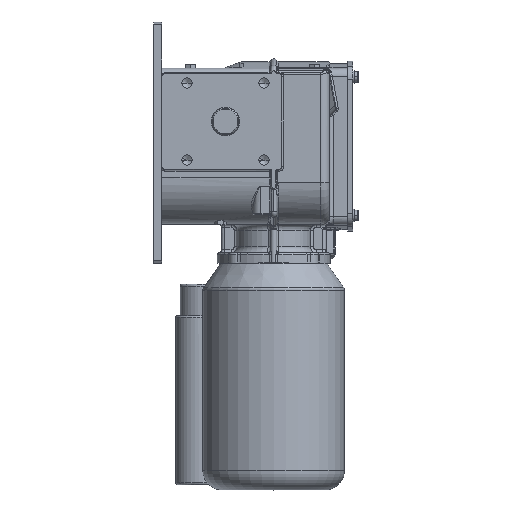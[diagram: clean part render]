
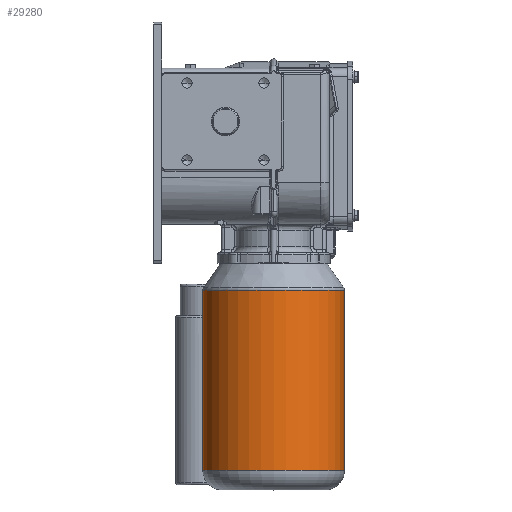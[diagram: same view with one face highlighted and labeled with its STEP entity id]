
A CAD part, top view. The second image highlights one B-rep face of the part: STEP entity #29280.
In plain terms, the highlighted cylindrical face has radius 69.05 mm (diameter 138.1 mm), a partial arc.
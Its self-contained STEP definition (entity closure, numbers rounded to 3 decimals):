
#1734 = AXIS2_PLACEMENT_3D ( 'NONE', #28687, #3999, #9923 ) ;
#2250 = CIRCLE ( 'NONE', #1734, 69.05 ) ;
#2433 = AXIS2_PLACEMENT_3D ( 'NONE', #8657, #6447, #28054 ) ;
#3999 = DIRECTION ( 'NONE',  ( 0., -1., 0. ) ) ;
#4057 = VERTEX_POINT ( 'NONE', #4232 ) ;
#4109 = EDGE_CURVE ( 'NONE', #13795, #28727, #8488, .T. ) ;
#4232 = CARTESIAN_POINT ( 'NONE',  ( 0., -202., -69.05 ) ) ;
#4908 = VECTOR ( 'NONE', #9276, 1000. ) ;
#6447 = DIRECTION ( 'NONE',  ( 0., -1., 0. ) ) ;
#7265 = DIRECTION ( 'NONE',  ( 0., -1., 0. ) ) ;
#8488 = CIRCLE ( 'NONE', #2433, 69.05 ) ;
#8657 = CARTESIAN_POINT ( 'NONE',  ( 0., -26.569, 0. ) ) ;
#8845 = ORIENTED_EDGE ( 'NONE', *, *, #4109, .T. ) ;
#9276 = DIRECTION ( 'NONE',  ( 0., -1., 0. ) ) ;
#9923 = DIRECTION ( 'NONE',  ( 0., 0., -1. ) ) ;
#11170 = EDGE_CURVE ( 'NONE', #28727, #4057, #16859, .T. ) ;
#11602 = CARTESIAN_POINT ( 'NONE',  ( 0., 0., 0. ) ) ;
#11810 = AXIS2_PLACEMENT_3D ( 'NONE', #11602, #27156, #18862 ) ;
#11994 = VERTEX_POINT ( 'NONE', #26334 ) ;
#13795 = VERTEX_POINT ( 'NONE', #24257 ) ;
#15528 = ORIENTED_EDGE ( 'NONE', *, *, #11170, .T. ) ;
#16810 = FACE_OUTER_BOUND ( 'NONE', #30063, .T. ) ;
#16859 = LINE ( 'NONE', #19208, #4908 ) ;
#18625 = CARTESIAN_POINT ( 'NONE',  ( 0., 0., 69.05 ) ) ;
#18862 = DIRECTION ( 'NONE',  ( 0., 0., -1. ) ) ;
#19208 = CARTESIAN_POINT ( 'NONE',  ( 0., 0., -69.05 ) ) ;
#20885 = EDGE_CURVE ( 'NONE', #13795, #11994, #30625, .T. ) ;
#24047 = CYLINDRICAL_SURFACE ( 'NONE', #11810, 69.05 ) ;
#24257 = CARTESIAN_POINT ( 'NONE',  ( 0., -26.569, 69.05 ) ) ;
#26334 = CARTESIAN_POINT ( 'NONE',  ( 0., -202., 69.05 ) ) ;
#26554 = EDGE_CURVE ( 'NONE', #11994, #4057, #2250, .T. ) ;
#27156 = DIRECTION ( 'NONE',  ( 0., -1., 0. ) ) ;
#28054 = DIRECTION ( 'NONE',  ( 0., 0., 1. ) ) ;
#28687 = CARTESIAN_POINT ( 'NONE',  ( 0., -202., 0. ) ) ;
#28689 = CARTESIAN_POINT ( 'NONE',  ( 0., -26.569, -69.05 ) ) ;
#28727 = VERTEX_POINT ( 'NONE', #28689 ) ;
#29237 = ORIENTED_EDGE ( 'NONE', *, *, #26554, .F. ) ;
#29280 = ADVANCED_FACE ( 'NONE', ( #16810 ), #24047, .T. ) ;
#29838 = ORIENTED_EDGE ( 'NONE', *, *, #20885, .F. ) ;
#30063 = EDGE_LOOP ( 'NONE', ( #29838, #8845, #15528, #29237 ) ) ;
#30625 = LINE ( 'NONE', #18625, #30832 ) ;
#30832 = VECTOR ( 'NONE', #7265, 1000. ) ;
